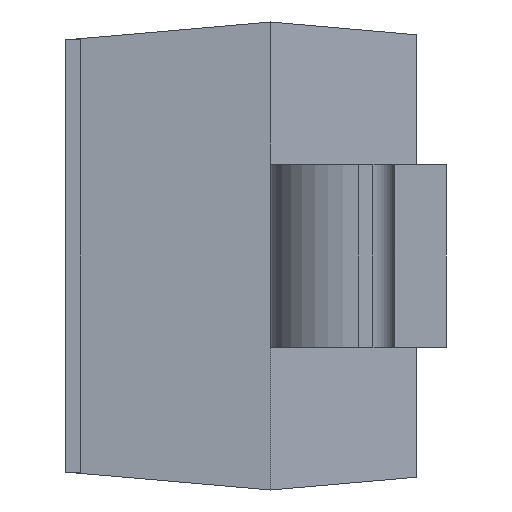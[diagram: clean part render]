
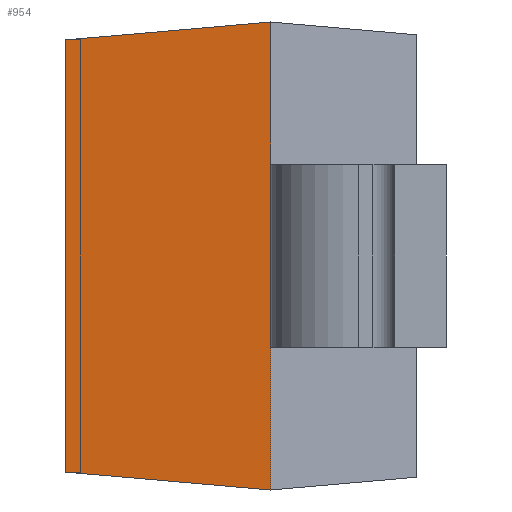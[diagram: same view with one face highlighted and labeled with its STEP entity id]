
A CAD part, left-side view. The second image highlights one B-rep face of the part: STEP entity #954.
In plain terms, the highlighted planar face has unit normal (-0.996, 0.087, 0).
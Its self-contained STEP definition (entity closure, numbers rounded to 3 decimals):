
#94 = EDGE_CURVE ( 'NONE', #300, #608, #762, .T. ) ;
#146 = DIRECTION ( 'NONE',  ( -0.087, -0.992, 0.087 ) ) ;
#215 = ORIENTED_EDGE ( 'NONE', *, *, #775, .F. ) ;
#230 = EDGE_CURVE ( 'NONE', #1340, #371, #1070, .T. ) ;
#246 = CARTESIAN_POINT ( 'NONE',  ( -1.276, 1.3, -0.739 ) ) ;
#261 = AXIS2_PLACEMENT_3D ( 'NONE', #417, #1325, #1202 ) ;
#300 = VERTEX_POINT ( 'NONE', #246 ) ;
#371 = VERTEX_POINT ( 'NONE', #406 ) ;
#399 = VECTOR ( 'NONE', #477, 1000. ) ;
#406 = CARTESIAN_POINT ( 'NONE',  ( -1.337, 0.6, 0.8 ) ) ;
#417 = CARTESIAN_POINT ( 'NONE',  ( -1.337, 0.6, 0.8 ) ) ;
#425 = ORIENTED_EDGE ( 'NONE', *, *, #1298, .T. ) ;
#477 = DIRECTION ( 'NONE',  ( 0., 0., 1. ) ) ;
#579 = LINE ( 'NONE', #711, #1078 ) ;
#608 = VERTEX_POINT ( 'NONE', #896 ) ;
#611 = EDGE_LOOP ( 'NONE', ( #1207, #215, #977, #425 ) ) ;
#630 = VECTOR ( 'NONE', #641, 1000. ) ;
#641 = DIRECTION ( 'NONE',  ( -0.087, -0.992, -0.087 ) ) ;
#711 = CARTESIAN_POINT ( 'NONE',  ( -1.337, 0.6, 0.8 ) ) ;
#712 = CARTESIAN_POINT ( 'NONE',  ( -1.276, 1.3, 0. ) ) ;
#762 = LINE ( 'NONE', #712, #1281 ) ;
#772 = PLANE ( 'NONE',  #261 ) ;
#775 = EDGE_CURVE ( 'NONE', #608, #371, #579, .T. ) ;
#867 = FACE_OUTER_BOUND ( 'NONE', #611, .T. ) ;
#896 = CARTESIAN_POINT ( 'NONE',  ( -1.276, 1.3, 0.739 ) ) ;
#937 = DIRECTION ( 'NONE',  ( 0., 0., 1. ) ) ;
#954 = ADVANCED_FACE ( 'NONE', ( #867 ), #772, .T. ) ;
#977 = ORIENTED_EDGE ( 'NONE', *, *, #94, .F. ) ;
#1010 = CARTESIAN_POINT ( 'NONE',  ( -1.337, 0.6, -0.8 ) ) ;
#1070 = LINE ( 'NONE', #1412, #399 ) ;
#1078 = VECTOR ( 'NONE', #146, 1000. ) ;
#1202 = DIRECTION ( 'NONE',  ( -0.087, -0.996, 0. ) ) ;
#1207 = ORIENTED_EDGE ( 'NONE', *, *, #230, .T. ) ;
#1219 = CARTESIAN_POINT ( 'NONE',  ( -1.325, 0.738, -0.788 ) ) ;
#1281 = VECTOR ( 'NONE', #937, 1000. ) ;
#1298 = EDGE_CURVE ( 'NONE', #300, #1340, #1308, .T. ) ;
#1308 = LINE ( 'NONE', #1219, #630 ) ;
#1325 = DIRECTION ( 'NONE',  ( -0.996, 0.087, 0. ) ) ;
#1340 = VERTEX_POINT ( 'NONE', #1010 ) ;
#1412 = CARTESIAN_POINT ( 'NONE',  ( -1.337, 0.6, 0.8 ) ) ;
